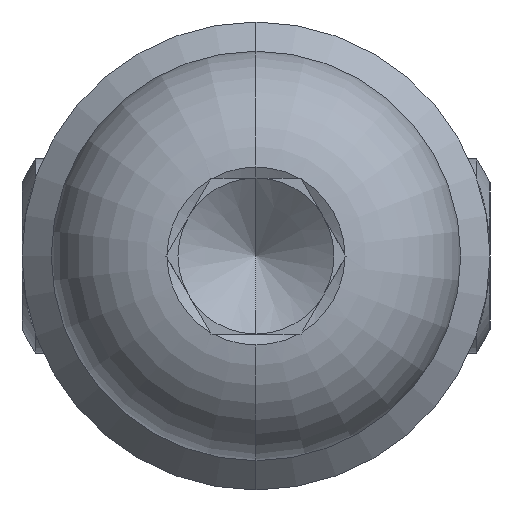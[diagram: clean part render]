
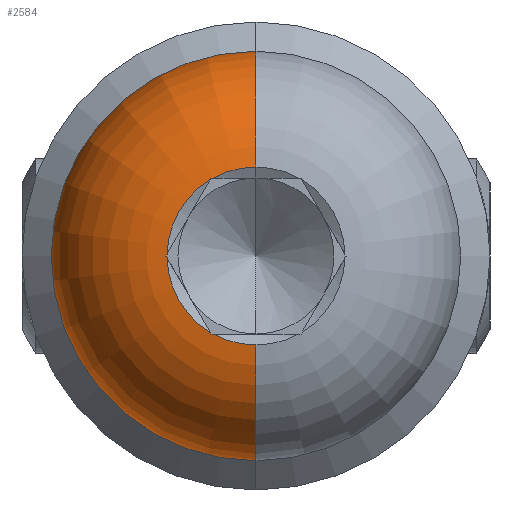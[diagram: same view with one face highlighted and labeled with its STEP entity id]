
A CAD part, left-side view. The second image highlights one B-rep face of the part: STEP entity #2584.
In plain terms, the highlighted toroidal (fillet/blend) face has major radius 1.95 mm and minor radius 3.3 mm.
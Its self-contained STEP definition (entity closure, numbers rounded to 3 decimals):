
#53 = CARTESIAN_POINT ( 'NONE',  ( 0.018, 1.174, -1.966 ) ) ;
#54 = EDGE_CURVE ( 'NONE', #997, #2774, #1934, .T. ) ;
#116 = CARTESIAN_POINT ( 'NONE',  ( 0.017, 1.096, 2. ) ) ;
#144 = CARTESIAN_POINT ( 'NONE',  ( 0.017, 1.096, 2. ) ) ;
#160 = CARTESIAN_POINT ( 'NONE',  ( 0.019, 1.164, 1.983 ) ) ;
#162 = CARTESIAN_POINT ( 'NONE',  ( 0.017, 2.28, 0.051 ) ) ;
#175 = CARTESIAN_POINT ( 'NONE',  ( 0.02, 2.309, 0. ) ) ;
#192 = CARTESIAN_POINT ( 'NONE',  ( 0.02, 1.155, 2. ) ) ;
#203 = CARTESIAN_POINT ( 'NONE',  ( 0.017, 0., 0. ) ) ;
#220 = DIRECTION ( 'NONE',  ( 1., 0., 0. ) ) ;
#253 = CARTESIAN_POINT ( 'NONE',  ( 0.02, 2.309, 0. ) ) ;
#305 = CARTESIAN_POINT ( 'NONE',  ( 0.017, 1.184, -1.949 ) ) ;
#341 = VERTEX_POINT ( 'NONE', #116 ) ;
#371 = EDGE_CURVE ( 'NONE', #341, #1245, #1587, .T. ) ;
#373 = CARTESIAN_POINT ( 'NONE',  ( 0.018, 2.29, 0.034 ) ) ;
#411 = ORIENTED_EDGE ( 'NONE', *, *, #1377, .T. ) ;
#419 = EDGE_CURVE ( 'NONE', #2311, #764, #1106, .T. ) ;
#422 = DIRECTION ( 'NONE',  ( 1., 0., 0. ) ) ;
#427 = DIRECTION ( 'NONE',  ( 0., 0., -1. ) ) ;
#434 = CARTESIAN_POINT ( 'NONE',  ( 3.3, 0., 1.95 ) ) ;
#459 = ORIENTED_EDGE ( 'NONE', *, *, #2989, .T. ) ;
#495 = CARTESIAN_POINT ( 'NONE',  ( 0.017, 2.28, -0.051 ) ) ;
#530 = TOROIDAL_SURFACE ( 'NONE', #1792, 1.95, 3.3 ) ;
#608 = DIRECTION ( 'NONE',  ( -1., 0., 0. ) ) ;
#619 = EDGE_CURVE ( 'NONE', #1841, #997, #815, .T. ) ;
#659 = VERTEX_POINT ( 'NONE', #2375 ) ;
#676 = DIRECTION ( 'NONE',  ( 0., 0., -1. ) ) ;
#705 = CARTESIAN_POINT ( 'NONE',  ( 0.017, 2.28, -0.051 ) ) ;
#734 = VERTEX_POINT ( 'NONE', #1332 ) ;
#745 = ORIENTED_EDGE ( 'NONE', *, *, #1052, .F. ) ;
#764 = VERTEX_POINT ( 'NONE', #2141 ) ;
#813 = DIRECTION ( 'NONE',  ( 0., 1., 0. ) ) ;
#815 = B_SPLINE_CURVE_WITH_KNOTS ( 'NONE', 3,
 ( #705, #1429, #2330, #253 ),
 .UNSPECIFIED., .F., .F.,
 ( 4, 4 ),
 ( 0.002, 0.002 ),
 .UNSPECIFIED. ) ;
#833 = EDGE_CURVE ( 'NONE', #872, #1841, #1945, .T. ) ;
#852 = VERTEX_POINT ( 'NONE', #1543 ) ;
#854 = DIRECTION ( 'NONE',  ( -1., 0., 0. ) ) ;
#872 = VERTEX_POINT ( 'NONE', #2439 ) ;
#882 = CARTESIAN_POINT ( 'NONE',  ( 3.3, 0., 5.25 ) ) ;
#997 = VERTEX_POINT ( 'NONE', #1099 ) ;
#1041 = CARTESIAN_POINT ( 'NONE',  ( 0.019, 1.145, -2. ) ) ;
#1052 = EDGE_CURVE ( 'NONE', #1651, #1245, #2554, .T. ) ;
#1070 = DIRECTION ( 'NONE',  ( 0., 0., 1. ) ) ;
#1087 = CIRCLE ( 'NONE', #1806, 3.3 ) ;
#1099 = CARTESIAN_POINT ( 'NONE',  ( 0.02, 2.309, 0. ) ) ;
#1104 = CARTESIAN_POINT ( 'NONE',  ( 0.019, 2.3, 0.017 ) ) ;
#1106 = CIRCLE ( 'NONE', #2521, 2.281 ) ;
#1118 = CARTESIAN_POINT ( 'NONE',  ( 0.017, 0., 0. ) ) ;
#1174 = ORIENTED_EDGE ( 'NONE', *, *, #619, .T. ) ;
#1217 = ORIENTED_EDGE ( 'NONE', *, *, #2259, .T. ) ;
#1245 = VERTEX_POINT ( 'NONE', #1690 ) ;
#1282 = DIRECTION ( 'NONE',  ( 0., 0., -1. ) ) ;
#1285 = CARTESIAN_POINT ( 'NONE',  ( 3.3, 0., -1.95 ) ) ;
#1307 = DIRECTION ( 'NONE',  ( 1., 0., 0. ) ) ;
#1330 = B_SPLINE_CURVE_WITH_KNOTS ( 'NONE', 3,
 ( #1687, #2592, #2638, #1041, #2441 ),
 .UNSPECIFIED., .F., .F.,
 ( 4, 1, 4 ),
 ( 0.001, 0.001, 0.001 ),
 .UNSPECIFIED. ) ;
#1332 = CARTESIAN_POINT ( 'NONE',  ( 3.3, 0., -5.25 ) ) ;
#1349 = CARTESIAN_POINT ( 'NONE',  ( 3.3, 0., 0. ) ) ;
#1351 = CARTESIAN_POINT ( 'NONE',  ( 0.02, 1.155, -2. ) ) ;
#1377 = EDGE_CURVE ( 'NONE', #764, #2872, #1330, .T. ) ;
#1397 = ORIENTED_EDGE ( 'NONE', *, *, #2792, .T. ) ;
#1429 = CARTESIAN_POINT ( 'NONE',  ( 0.018, 2.29, -0.034 ) ) ;
#1476 = ORIENTED_EDGE ( 'NONE', *, *, #2908, .T. ) ;
#1479 = CARTESIAN_POINT ( 'NONE',  ( 0.02, 1.155, 2. ) ) ;
#1527 = EDGE_CURVE ( 'NONE', #1651, #734, #1856, .T. ) ;
#1543 = CARTESIAN_POINT ( 'NONE',  ( 0.017, 1.184, 1.949 ) ) ;
#1545 = DIRECTION ( 'NONE',  ( 0., 0., 1. ) ) ;
#1570 = B_SPLINE_CURVE_WITH_KNOTS ( 'NONE', 3,
 ( #2715, #2961, #160, #192 ),
 .UNSPECIFIED., .F., .F.,
 ( 4, 4 ),
 ( 0.002, 0.002 ),
 .UNSPECIFIED. ) ;
#1586 = EDGE_CURVE ( 'NONE', #2774, #852, #2885, .T. ) ;
#1587 = CIRCLE ( 'NONE', #2373, 2.281 ) ;
#1626 = FACE_OUTER_BOUND ( 'NONE', #2111, .T. ) ;
#1645 = B_SPLINE_CURVE_WITH_KNOTS ( 'NONE', 3,
 ( #1479, #2410, #2861, #2637, #144 ),
 .UNSPECIFIED., .F., .F.,
 ( 4, 1, 4 ),
 ( 0.026, 0.026, 0.026 ),
 .UNSPECIFIED. ) ;
#1651 = VERTEX_POINT ( 'NONE', #882 ) ;
#1687 = CARTESIAN_POINT ( 'NONE',  ( 0.017, 1.096, -2. ) ) ;
#1690 = CARTESIAN_POINT ( 'NONE',  ( 0.017, 0., 2.281 ) ) ;
#1767 = AXIS2_PLACEMENT_3D ( 'NONE', #1808, #2742, #676 ) ;
#1792 = AXIS2_PLACEMENT_3D ( 'NONE', #2001, #608, #1545 ) ;
#1806 = AXIS2_PLACEMENT_3D ( 'NONE', #1285, #813, #1963 ) ;
#1808 = CARTESIAN_POINT ( 'NONE',  ( 0.017, 0., 0. ) ) ;
#1819 = DIRECTION ( 'NONE',  ( 0., 0., -1. ) ) ;
#1841 = VERTEX_POINT ( 'NONE', #495 ) ;
#1852 = ORIENTED_EDGE ( 'NONE', *, *, #1527, .T. ) ;
#1853 = CARTESIAN_POINT ( 'NONE',  ( 0.02, 1.155, -2. ) ) ;
#1856 = CIRCLE ( 'NONE', #2302, 5.25 ) ;
#1907 = CARTESIAN_POINT ( 'NONE',  ( 0.017, 2.28, 0.051 ) ) ;
#1934 = B_SPLINE_CURVE_WITH_KNOTS ( 'NONE', 3,
 ( #175, #1104, #373, #162 ),
 .UNSPECIFIED., .F., .F.,
 ( 4, 4 ),
 ( 0., 0. ),
 .UNSPECIFIED. ) ;
#1945 = CIRCLE ( 'NONE', #1984, 2.281 ) ;
#1963 = DIRECTION ( 'NONE',  ( 0., 0., 1. ) ) ;
#1972 = ORIENTED_EDGE ( 'NONE', *, *, #833, .T. ) ;
#1984 = AXIS2_PLACEMENT_3D ( 'NONE', #2909, #1307, #1282 ) ;
#2001 = CARTESIAN_POINT ( 'NONE',  ( 3.3, 0., 0. ) ) ;
#2054 = DIRECTION ( 'NONE',  ( 0., 0., -1. ) ) ;
#2108 = CARTESIAN_POINT ( 'NONE',  ( 0.019, 1.164, -1.983 ) ) ;
#2111 = EDGE_LOOP ( 'NONE', ( #1852, #459, #2188, #411, #1217, #1972, #1174, #2800, #2965, #1476, #1397, #2437, #745 ) ) ;
#2141 = CARTESIAN_POINT ( 'NONE',  ( 0.017, 1.096, -2. ) ) ;
#2188 = ORIENTED_EDGE ( 'NONE', *, *, #419, .T. ) ;
#2213 = B_SPLINE_CURVE_WITH_KNOTS ( 'NONE', 3,
 ( #1853, #2108, #53, #305 ),
 .UNSPECIFIED., .F., .F.,
 ( 4, 4 ),
 ( 0., 0. ),
 .UNSPECIFIED. ) ;
#2259 = EDGE_CURVE ( 'NONE', #2872, #872, #2213, .T. ) ;
#2302 = AXIS2_PLACEMENT_3D ( 'NONE', #1349, #854, #1070 ) ;
#2311 = VERTEX_POINT ( 'NONE', #2626 ) ;
#2330 = CARTESIAN_POINT ( 'NONE',  ( 0.019, 2.3, -0.017 ) ) ;
#2353 = AXIS2_PLACEMENT_3D ( 'NONE', #434, #2507, #427 ) ;
#2373 = AXIS2_PLACEMENT_3D ( 'NONE', #203, #220, #1819 ) ;
#2375 = CARTESIAN_POINT ( 'NONE',  ( 0.02, 1.155, 2. ) ) ;
#2410 = CARTESIAN_POINT ( 'NONE',  ( 0.019, 1.145, 2. ) ) ;
#2437 = ORIENTED_EDGE ( 'NONE', *, *, #371, .T. ) ;
#2439 = CARTESIAN_POINT ( 'NONE',  ( 0.017, 1.184, -1.949 ) ) ;
#2441 = CARTESIAN_POINT ( 'NONE',  ( 0.02, 1.155, -2. ) ) ;
#2507 = DIRECTION ( 'NONE',  ( 0., -1., 0. ) ) ;
#2521 = AXIS2_PLACEMENT_3D ( 'NONE', #1118, #422, #2054 ) ;
#2554 = CIRCLE ( 'NONE', #2353, 3.3 ) ;
#2584 = ADVANCED_FACE ( 'NONE', ( #1626 ), #530, .T. ) ;
#2592 = CARTESIAN_POINT ( 'NONE',  ( 0.017, 1.106, -2. ) ) ;
#2626 = CARTESIAN_POINT ( 'NONE',  ( 0.017, 0., -2.281 ) ) ;
#2637 = CARTESIAN_POINT ( 'NONE',  ( 0.017, 1.106, 2. ) ) ;
#2638 = CARTESIAN_POINT ( 'NONE',  ( 0.018, 1.125, -2. ) ) ;
#2715 = CARTESIAN_POINT ( 'NONE',  ( 0.017, 1.184, 1.949 ) ) ;
#2742 = DIRECTION ( 'NONE',  ( 1., 0., 0. ) ) ;
#2774 = VERTEX_POINT ( 'NONE', #1907 ) ;
#2792 = EDGE_CURVE ( 'NONE', #659, #341, #1645, .T. ) ;
#2800 = ORIENTED_EDGE ( 'NONE', *, *, #54, .T. ) ;
#2861 = CARTESIAN_POINT ( 'NONE',  ( 0.018, 1.125, 2. ) ) ;
#2872 = VERTEX_POINT ( 'NONE', #1351 ) ;
#2885 = CIRCLE ( 'NONE', #1767, 2.281 ) ;
#2908 = EDGE_CURVE ( 'NONE', #852, #659, #1570, .T. ) ;
#2909 = CARTESIAN_POINT ( 'NONE',  ( 0.017, 0., 0. ) ) ;
#2961 = CARTESIAN_POINT ( 'NONE',  ( 0.018, 1.174, 1.966 ) ) ;
#2965 = ORIENTED_EDGE ( 'NONE', *, *, #1586, .T. ) ;
#2989 = EDGE_CURVE ( 'NONE', #734, #2311, #1087, .T. ) ;
